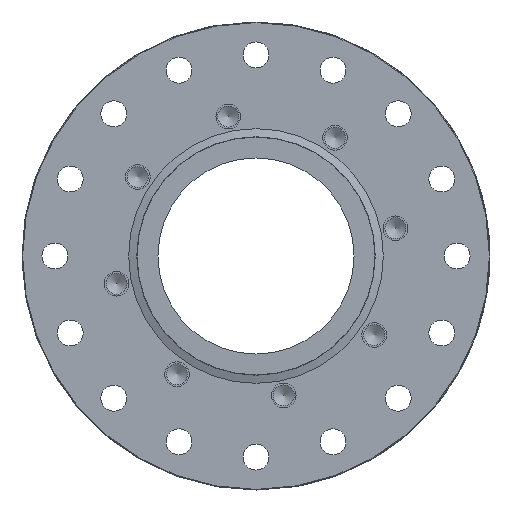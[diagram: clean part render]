
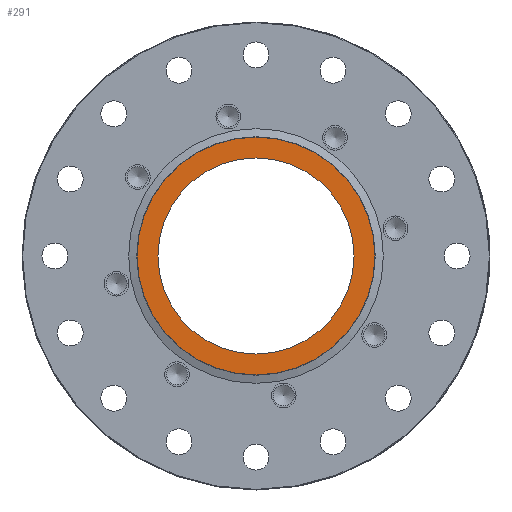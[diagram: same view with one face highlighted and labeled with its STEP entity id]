
A CAD part, left-side view. The second image highlights one B-rep face of the part: STEP entity #291.
In plain terms, the highlighted planar face has unit normal (-1, 0, 0).
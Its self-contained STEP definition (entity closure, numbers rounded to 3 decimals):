
#77 = CARTESIAN_POINT ( 'NONE',  ( 1.5, 0., 0. ) ) ;
#149 = FACE_OUTER_BOUND ( 'NONE', #212, .T. ) ;
#212 = EDGE_LOOP ( 'NONE', ( #1141 ) ) ;
#291 = ADVANCED_FACE ( 'NONE', ( #149, #898 ), #1967, .F. ) ;
#393 = DIRECTION ( 'NONE',  ( 0., 0., 1. ) ) ;
#426 = CARTESIAN_POINT ( 'NONE',  ( 1.5, 38.537, 0. ) ) ;
#435 = AXIS2_PLACEMENT_3D ( 'NONE', #77, #538, #393 ) ;
#538 = DIRECTION ( 'NONE',  ( -1., 0., 0. ) ) ;
#568 = VERTEX_POINT ( 'NONE', #1002 ) ;
#671 = CIRCLE ( 'NONE', #1776, 38.537 ) ;
#771 = EDGE_CURVE ( 'NONE', #1009, #1009, #671, .T. ) ;
#792 = EDGE_CURVE ( 'NONE', #568, #568, #1892, .T. ) ;
#898 = FACE_BOUND ( 'NONE', #1296, .T. ) ;
#1002 = CARTESIAN_POINT ( 'NONE',  ( 1.5, 0., 31.75 ) ) ;
#1009 = VERTEX_POINT ( 'NONE', #1474 ) ;
#1105 = AXIS2_PLACEMENT_3D ( 'NONE', #426, #1790, #1354 ) ;
#1141 = ORIENTED_EDGE ( 'NONE', *, *, #771, .T. ) ;
#1296 = EDGE_LOOP ( 'NONE', ( #1392 ) ) ;
#1354 = DIRECTION ( 'NONE',  ( 0., 0., -1. ) ) ;
#1392 = ORIENTED_EDGE ( 'NONE', *, *, #792, .F. ) ;
#1474 = CARTESIAN_POINT ( 'NONE',  ( 1.5, 0., 38.537 ) ) ;
#1740 = DIRECTION ( 'NONE',  ( 0., 0., 1. ) ) ;
#1776 = AXIS2_PLACEMENT_3D ( 'NONE', #1905, #1885, #1740 ) ;
#1790 = DIRECTION ( 'NONE',  ( 1., 0., 0. ) ) ;
#1885 = DIRECTION ( 'NONE',  ( -1., 0., 0. ) ) ;
#1892 = CIRCLE ( 'NONE', #435, 31.75 ) ;
#1905 = CARTESIAN_POINT ( 'NONE',  ( 1.5, 0., 0. ) ) ;
#1967 = PLANE ( 'NONE',  #1105 ) ;
